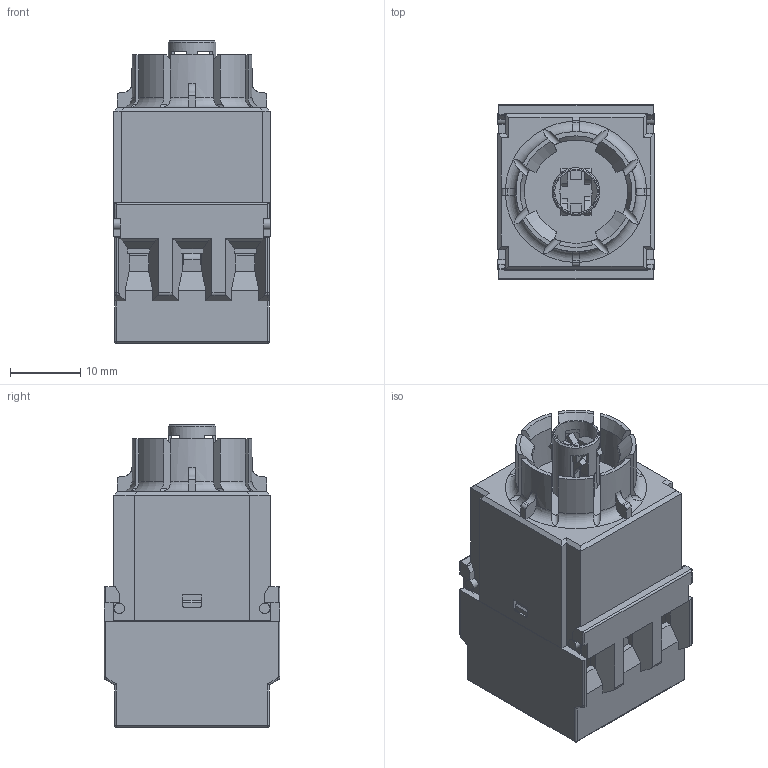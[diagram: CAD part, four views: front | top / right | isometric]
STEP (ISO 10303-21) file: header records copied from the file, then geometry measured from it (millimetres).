
FILE_DESCRIPTION(/* description */ (''),/* implementation_level */ '2;1');
FILE_NAME(/* name */ 'BL4K_ipt.stp',/* time_stamp */ '2017-04-18T08:13:35+02:00',/* author */ ('thagel'),/* organization */ (''),/* preprocessor_version */ 'ST-DEVELOPER v16.1',/* originating_system */ 'Autodesk Inventor 2016',/* authorisation */ '');
FILE_SCHEMA (('AUTOMOTIVE_DESIGN { 1 0 10303 214 3 1 1 }'));
Length unit declared in the file: centimetre
Products named in the file (1): BL4K A03.1343.4
Bounding box: 22.2 x 25 x 43 mm (x, y, z)
Volume: 14153.3 mm3; surface area: 9682.4 mm2
Topology: 1 solids, 2 shells, 812 faces, 2348 edges, 1501 vertices
Faces by surface type: plane 566, cylinder 176, torus 30, cone 21, bspline 11, sphere 8
Full cylindrical faces by diameter (mm): 1.5 x4, 1.7 x2, 1.9 x2, 2.5 x2, 2.8 x2, 4 x6, 6.05 x1, 6.8 x1
Entity records: 31051 total; most frequent: CARTESIAN_POINT 9483, ORIENTED_EDGE 4560, DIRECTION 4013, EDGE_CURVE 2280, LINE 1643, VECTOR 1643, VERTEX_POINT 1484, AXIS2_PLACEMENT_3D 1185
